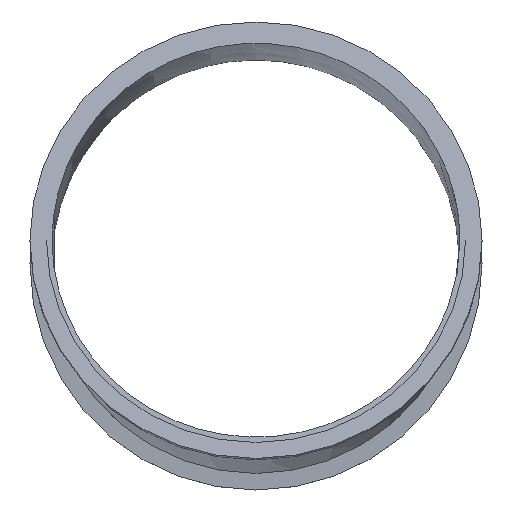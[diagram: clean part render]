
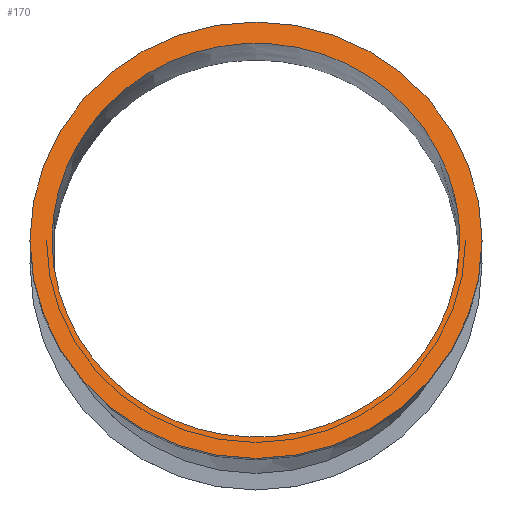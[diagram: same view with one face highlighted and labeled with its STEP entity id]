
A CAD part, top view. The second image highlights one B-rep face of the part: STEP entity #170.
In plain terms, the highlighted planar face has unit normal (0, 0.259, 0.966).
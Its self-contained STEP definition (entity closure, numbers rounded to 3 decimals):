
#21=PLANE('',#188);
#27=FACE_BOUND('',#54,.T.);
#28=FACE_BOUND('',#55,.T.);
#39=FACE_OUTER_BOUND('',#53,.T.);
#53=EDGE_LOOP('',(#150));
#54=EDGE_LOOP('',(#151));
#55=EDGE_LOOP('',(#152,#153));
#63=CIRCLE('',#181,76.);
#66=CIRCLE('',#186,82.);
#77=B_SPLINE_CURVE_WITH_KNOTS('',3,(#547,#548,#549,#550,#551,#552,#553,
#554,#555,#556,#557,#558,#559,#560,#561,#562,#563,#564,#565,#566,#567,#568,
#569,#570,#571,#572,#573,#574,#575,#576,#577,#578,#579,#580,#581,#582),
 .UNSPECIFIED.,.T.,.F.,(4,2,2,2,2,2,2,2,2,2,2,2,2,2,2,2,2,4),(0.,2.89,
5.779,8.67,11.56,14.452,17.343,
20.234,23.124,26.013,28.903,31.793,
34.683,37.575,40.466,43.357,44.993,
46.629),.UNSPECIFIED.);
#87=VERTEX_POINT('',#372);
#88=VERTEX_POINT('',#380);
#91=VERTEX_POINT('',#418);
#93=VERTEX_POINT('',#542);
#105=EDGE_CURVE('',#87,#88,#63,.T.);
#110=EDGE_CURVE('',#91,#91,#66,.T.);
#113=EDGE_CURVE('',#93,#93,#77,.T.);
#150=ORIENTED_EDGE('',*,*,#110,.F.);
#151=ORIENTED_EDGE('',*,*,#113,.T.);
#152=ORIENTED_EDGE('',*,*,#105,.F.);
#153=ORIENTED_EDGE('',*,*,#105,.T.);
#170=ADVANCED_FACE('',(#39,#27,#28),#21,.F.);
#181=AXIS2_PLACEMENT_3D('',#381,#207,#208);
#186=AXIS2_PLACEMENT_3D('',#419,#217,#218);
#188=AXIS2_PLACEMENT_3D('',#583,#221,#222);
#207=DIRECTION('center_axis',(0.,-0.259,-0.966));
#208=DIRECTION('ref_axis',(-1.,0.,0.));
#217=DIRECTION('center_axis',(0.,-0.259,-0.966));
#218=DIRECTION('ref_axis',(-1.,0.,0.));
#221=DIRECTION('center_axis',(0.,-0.259,-0.966));
#222=DIRECTION('ref_axis',(-1.,0.,0.));
#372=CARTESIAN_POINT('',(76.,9.296,70.61));
#380=CARTESIAN_POINT('',(-76.,9.296,70.61));
#381=CARTESIAN_POINT('Origin',(0.,9.296,70.61));
#418=CARTESIAN_POINT('',(82.,9.296,70.61));
#419=CARTESIAN_POINT('Origin',(0.,9.296,70.61));
#542=CARTESIAN_POINT('',(74.,9.296,70.61));
#547=CARTESIAN_POINT('Ctrl Pts',(67.452,38.687,62.735));
#548=CARTESIAN_POINT('Ctrl Pts',(71.414,30.207,65.007));
#549=CARTESIAN_POINT('Ctrl Pts',(73.624,21.06,67.458));
#550=CARTESIAN_POINT('Ctrl Pts',(74.288,2.463,72.441));
#551=CARTESIAN_POINT('Ctrl Pts',(72.737,-6.81,74.926));
#552=CARTESIAN_POINT('Ctrl Pts',(66.041,-24.259,79.602));
#553=CARTESIAN_POINT('Ctrl Pts',(60.961,-32.27,81.748));
#554=CARTESIAN_POINT('Ctrl Pts',(47.905,-45.96,85.416));
#555=CARTESIAN_POINT('Ctrl Pts',(40.054,-51.509,86.903));
#556=CARTESIAN_POINT('Ctrl Pts',(22.592,-59.388,89.014));
#557=CARTESIAN_POINT('Ctrl Pts',(13.146,-61.642,89.618));
#558=CARTESIAN_POINT('Ctrl Pts',(-6.108,-62.528,89.856));
#559=CARTESIAN_POINT('Ctrl Pts',(-15.732,-61.15,89.486));
#560=CARTESIAN_POINT('Ctrl Pts',(-33.891,-54.909,87.814));
#561=CARTESIAN_POINT('Ctrl Pts',(-42.252,-50.106,86.527));
#562=CARTESIAN_POINT('Ctrl Pts',(-56.595,-37.676,83.196));
#563=CARTESIAN_POINT('Ctrl Pts',(-62.44,-30.168,81.185));
#564=CARTESIAN_POINT('Ctrl Pts',(-70.822,-13.413,76.695));
#565=CARTESIAN_POINT('Ctrl Pts',(-73.279,-4.327,74.261));
#566=CARTESIAN_POINT('Ctrl Pts',(-74.448,14.245,69.284));
#567=CARTESIAN_POINT('Ctrl Pts',(-73.15,23.552,66.791));
#568=CARTESIAN_POINT('Ctrl Pts',(-66.932,41.164,62.072));
#569=CARTESIAN_POINT('Ctrl Pts',(-62.071,49.299,59.892));
#570=CARTESIAN_POINT('Ctrl Pts',(-49.393,63.316,56.136));
#571=CARTESIAN_POINT('Ctrl Pts',(-41.696,69.063,54.596));
#572=CARTESIAN_POINT('Ctrl Pts',(-24.453,77.383,52.367));
#573=CARTESIAN_POINT('Ctrl Pts',(-15.071,79.877,51.698));
#574=CARTESIAN_POINT('Ctrl Pts',(4.153,81.25,51.33));
#575=CARTESIAN_POINT('Ctrl Pts',(13.812,80.116,51.634));
#576=CARTESIAN_POINT('Ctrl Pts',(32.133,74.338,53.182));
#577=CARTESIAN_POINT('Ctrl Pts',(40.621,69.749,54.412));
#578=CARTESIAN_POINT('Ctrl Pts',(52.114,60.304,56.943));
#579=CARTESIAN_POINT('Ctrl Pts',(55.865,56.456,57.974));
#580=CARTESIAN_POINT('Ctrl Pts',(62.422,48.036,60.23));
#581=CARTESIAN_POINT('Ctrl Pts',(65.208,43.489,61.449));
#582=CARTESIAN_POINT('Ctrl Pts',(67.452,38.687,62.735));
#583=CARTESIAN_POINT('Origin',(0.,9.296,70.61));
